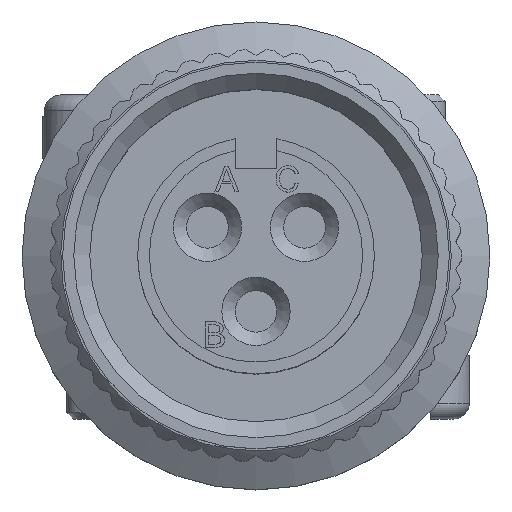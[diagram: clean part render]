
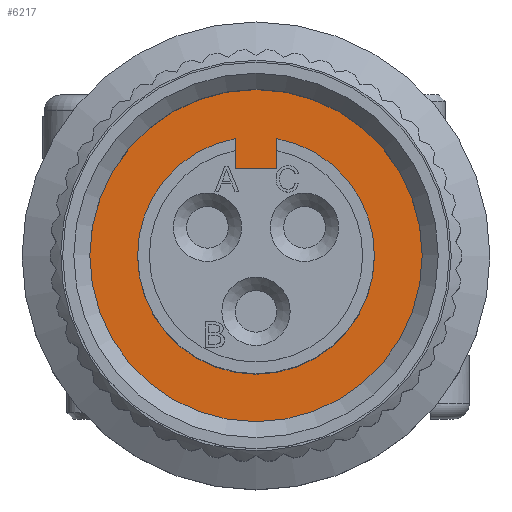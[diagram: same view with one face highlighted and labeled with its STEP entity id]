
A CAD part, top view. The second image highlights one B-rep face of the part: STEP entity #6217.
In plain terms, the highlighted planar face has unit normal (0, 0, 1).
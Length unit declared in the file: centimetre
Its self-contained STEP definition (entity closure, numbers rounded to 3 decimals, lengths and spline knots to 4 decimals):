
#821=VECTOR('',#7640,1.);
#822=VECTOR('',#7641,1.);
#823=VECTOR('',#7644,1.);
#1219=LINE('',#10437,#821);
#1220=LINE('',#10440,#822);
#1221=LINE('',#10444,#823);
#1852=VERTEX_POINT('',#10413);
#1860=VERTEX_POINT('',#10438);
#1861=VERTEX_POINT('',#10439);
#1862=VERTEX_POINT('',#10441);
#1863=VERTEX_POINT('',#10443);
#2127=CIRCLE('',#6670,0.7912);
#2135=CIRCLE('',#6687,0.5639);
#2933=EDGE_CURVE('',#1852,#1852,#2127,.T.);
#2941=EDGE_CURVE('',#1860,#1861,#1219,.T.);
#2942=EDGE_CURVE('',#1861,#1862,#1220,.T.);
#2943=EDGE_CURVE('',#1863,#1862,#2135,.T.);
#2944=EDGE_CURVE('',#1863,#1860,#1221,.T.);
#4710=ORIENTED_EDGE('',*,*,#2933,.T.);
#4711=ORIENTED_EDGE('',*,*,#2941,.T.);
#4712=ORIENTED_EDGE('',*,*,#2942,.T.);
#4713=ORIENTED_EDGE('',*,*,#2943,.F.);
#4714=ORIENTED_EDGE('',*,*,#2944,.T.);
#5408=EDGE_LOOP('',(#4710));
#5409=EDGE_LOOP('',(#4711,#4712,#4713,#4714));
#5830=FACE_BOUND('',#5408,.T.);
#5831=FACE_BOUND('',#5409,.T.);
#6217=ADVANCED_FACE('',(#5830,#5831),#11215,.F.);
#6670=AXIS2_PLACEMENT_3D('',#10412,#7612,#7613);
#6686=AXIS2_PLACEMENT_3D('',#10436,#7639,$);
#6687=AXIS2_PLACEMENT_3D('',#10442,#7642,#7643);
#7612=DIRECTION('',(0.,0.,1.));
#7613=DIRECTION('',(0.791,0.,0.));
#7639=DIRECTION('',(0.,0.,-1.));
#7640=DIRECTION('',(1.,0.,0.));
#7641=DIRECTION('',(0.,1.,0.));
#7642=DIRECTION('',(0.,0.,1.));
#7643=DIRECTION('',(0.564,0.,0.));
#7644=DIRECTION('',(0.,-1.,0.));
#10412=CARTESIAN_POINT('',(0.,0.,0.));
#10413=CARTESIAN_POINT('',(0.7912,0.,0.));
#10436=CARTESIAN_POINT('',(0.,0.,0.));
#10437=CARTESIAN_POINT('',(0.,0.414,0.));
#10438=CARTESIAN_POINT('',(-0.0991,0.414,0.));
#10439=CARTESIAN_POINT('',(0.0991,0.414,0.));
#10440=CARTESIAN_POINT('',(0.0991,0.2524,0.));
#10441=CARTESIAN_POINT('',(0.0991,0.5551,0.));
#10442=CARTESIAN_POINT('',(0.,0.,0.));
#10443=CARTESIAN_POINT('',(-0.0991,0.5551,0.));
#10444=CARTESIAN_POINT('',(-0.0991,0.2524,0.));
#11215=PLANE('',#6686);
